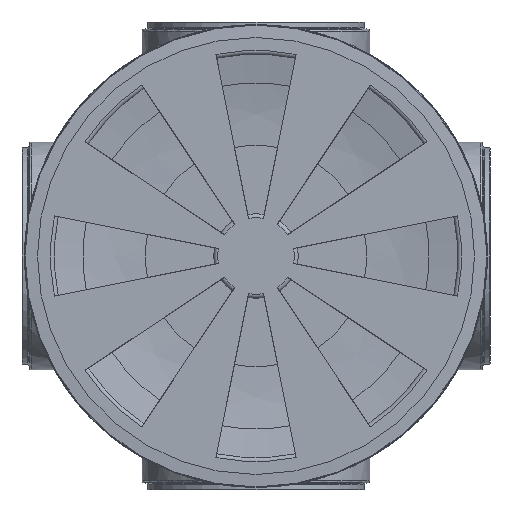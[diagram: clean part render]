
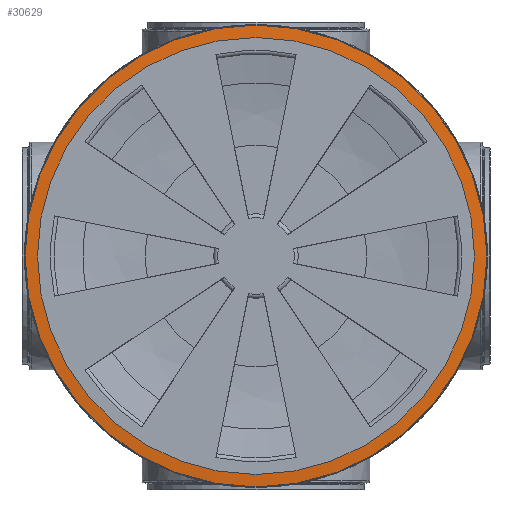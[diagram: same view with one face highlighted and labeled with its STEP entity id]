
A CAD part, front view. The second image highlights one B-rep face of the part: STEP entity #30629.
In plain terms, the highlighted conical face has half-angle 86 degrees and reference radius 353.465 mm.
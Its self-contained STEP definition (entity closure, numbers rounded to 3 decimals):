
#3461=CONICAL_SURFACE('',#33844,353.465,1.501);
#4125=LINE('',#80249,#4778);
#4778=VECTOR('',#40812,353.465);
#6907=FACE_OUTER_BOUND('',#8812,.T.);
#8812=EDGE_LOOP('',(#27745,#27746,#27747,#27748,#27749,#27750));
#10768=CIRCLE('',#33842,364.57);
#10769=CIRCLE('',#33843,364.57);
#10770=CIRCLE('',#33845,342.36);
#10771=CIRCLE('',#33846,342.36);
#13833=VERTEX_POINT('',#80242);
#13834=VERTEX_POINT('',#80244);
#13835=VERTEX_POINT('',#80248);
#13836=VERTEX_POINT('',#80250);
#18612=EDGE_CURVE('',#13833,#13834,#10768,.T.);
#18613=EDGE_CURVE('',#13834,#13833,#10769,.T.);
#18614=EDGE_CURVE('',#13834,#13835,#4125,.T.);
#18615=EDGE_CURVE('',#13835,#13836,#10770,.T.);
#18616=EDGE_CURVE('',#13836,#13835,#10771,.T.);
#27745=ORIENTED_EDGE('',*,*,#18612,.F.);
#27746=ORIENTED_EDGE('',*,*,#18613,.F.);
#27747=ORIENTED_EDGE('',*,*,#18614,.T.);
#27748=ORIENTED_EDGE('',*,*,#18615,.T.);
#27749=ORIENTED_EDGE('',*,*,#18616,.T.);
#27750=ORIENTED_EDGE('',*,*,#18614,.F.);
#30629=ADVANCED_FACE('',(#6907),#3461,.T.);
#33842=AXIS2_PLACEMENT_3D('',#80245,#40806,#40807);
#33843=AXIS2_PLACEMENT_3D('',#80246,#40808,#40809);
#33844=AXIS2_PLACEMENT_3D('',#80247,#40810,#40811);
#33845=AXIS2_PLACEMENT_3D('',#80251,#40813,#40814);
#33846=AXIS2_PLACEMENT_3D('',#80252,#40815,#40816);
#40806=DIRECTION('center_axis',(0.,1.,0.));
#40807=DIRECTION('ref_axis',(1.,0.,0.));
#40808=DIRECTION('center_axis',(0.,1.,0.));
#40809=DIRECTION('ref_axis',(1.,0.,0.));
#40810=DIRECTION('center_axis',(0.,1.,0.));
#40811=DIRECTION('ref_axis',(-1.,0.,0.));
#40812=DIRECTION('',(-0.998,-0.07,0.));
#40813=DIRECTION('center_axis',(0.,1.,0.));
#40814=DIRECTION('ref_axis',(1.,0.,0.));
#40815=DIRECTION('center_axis',(0.,1.,0.));
#40816=DIRECTION('ref_axis',(1.,0.,0.));
#80242=CARTESIAN_POINT('',(0.,-117.065,-364.57));
#80244=CARTESIAN_POINT('',(364.57,-117.065,0.));
#80245=CARTESIAN_POINT('Origin',(0.,-117.065,
0.));
#80246=CARTESIAN_POINT('Origin',(0.,-117.065,
0.));
#80247=CARTESIAN_POINT('Origin',(0.,-117.842,
0.));
#80248=CARTESIAN_POINT('',(342.36,-118.618,0.));
#80249=CARTESIAN_POINT('',(353.465,-117.842,0.));
#80250=CARTESIAN_POINT('',(0.,-118.618,-342.36));
#80251=CARTESIAN_POINT('Origin',(0.,-118.618,
0.));
#80252=CARTESIAN_POINT('Origin',(0.,-118.618,
0.));
